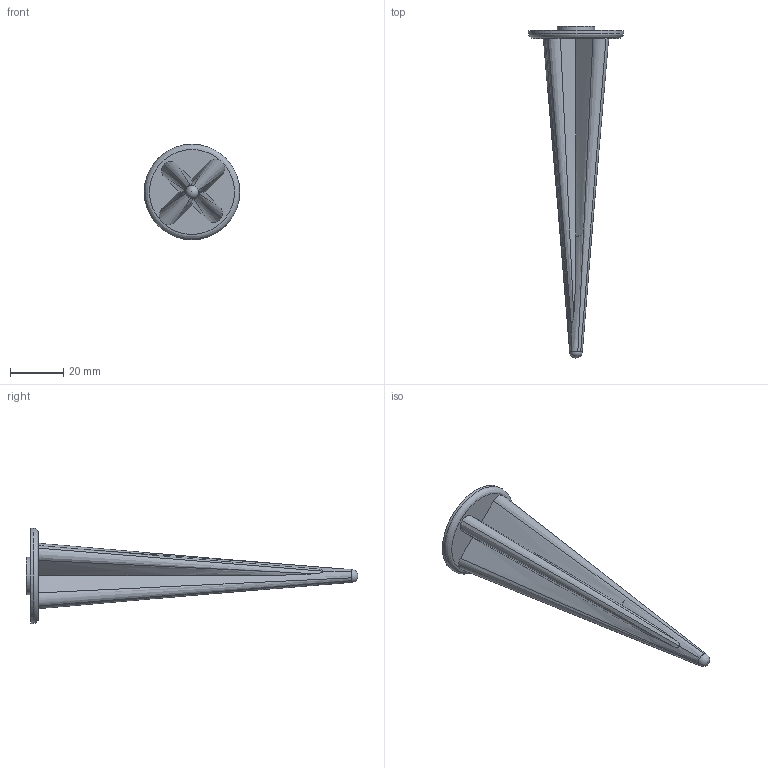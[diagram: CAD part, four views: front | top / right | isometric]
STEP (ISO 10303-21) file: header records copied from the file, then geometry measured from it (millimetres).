
FILE_DESCRIPTION(/* description */ (''),/* implementation_level */ '2;1');
FILE_NAME(/* name */ 'b71d38ac-6f15-4db4-8480-8875ddf8d3b0.stp',/* time_stamp */ '2020-01-16T16:49:40+00:00',/* author */ (''),/* organization */ (''),/* preprocessor_version */ 'ST-DEVELOPER v18',/* originating_system */ 'Autodesk Translation Framework v8.12.0.6',/* authorisation */ '');
FILE_SCHEMA (('AUTOMOTIVE_DESIGN { 1 0 10303 214 3 1 1 }'));
Length unit declared in the file: millimetre
Products named in the file (2): Garden Spike; Garden Spike_1
Assembly tree (1 placements, depth 2):
  Garden Spike
    Garden Spike_1
Bounding box: 36 x 125.2 x 36 mm (x, y, z)
Volume: 21623.3 mm3; surface area: 9028.2 mm2
Topology: 1 solids, 1 shells, 24 faces, 61 edges, 39 vertices
Faces by surface type: bspline 17, plane 4, cylinder 2, sphere 1
Full cylindrical faces by diameter (mm): 14 x1, 36 x1
Entity records: 1085 total; most frequent: CARTESIAN_POINT 539, ORIENTED_EDGE 120, DIRECTION 82, EDGE_CURVE 60, VERTEX_POINT 39, AXIS2_PLACEMENT_3D 31, EDGE_LOOP 25, FACE_OUTER_BOUND 24
